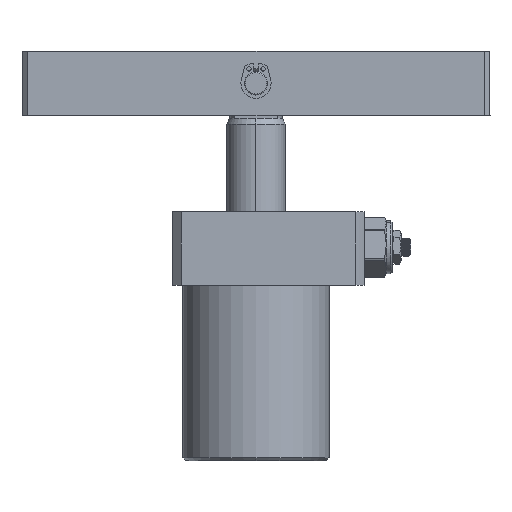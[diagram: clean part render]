
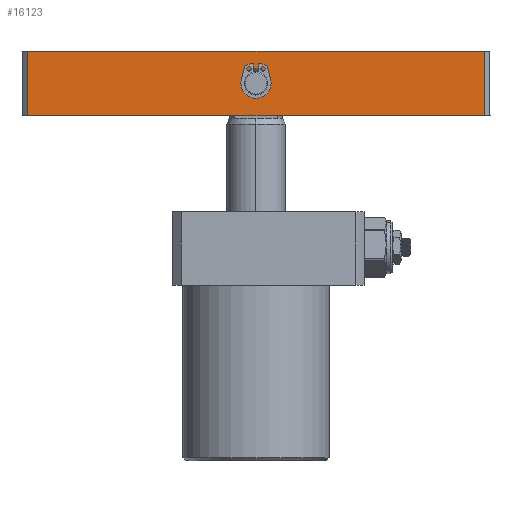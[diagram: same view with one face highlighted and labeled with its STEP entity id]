
A CAD part, top view. The second image highlights one B-rep face of the part: STEP entity #16123.
In plain terms, the highlighted planar face has unit normal (0, 0, 1).
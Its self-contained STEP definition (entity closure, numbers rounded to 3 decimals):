
#301 = AXIS2_PLACEMENT_3D ( 'NONE', #4161, #4157, #4134 ) ;
#1356 = ORIENTED_EDGE ( 'NONE', *, *, #20365, .T. ) ;
#1476 = EDGE_CURVE ( 'NONE', #10953, #4575, #3440, .T. ) ;
#1565 = ORIENTED_EDGE ( 'NONE', *, *, #9400, .T. ) ;
#1692 = AXIS2_PLACEMENT_3D ( 'NONE', #17978, #7531, #19840 ) ;
#1750 = EDGE_CURVE ( 'NONE', #4575, #15108, #3690, .T. ) ;
#2635 = VERTEX_POINT ( 'NONE', #12401 ) ;
#3064 = CARTESIAN_POINT ( 'NONE',  ( -78., 22., 11. ) ) ;
#3157 = VECTOR ( 'NONE', #21787, 1000. ) ;
#3205 = ORIENTED_EDGE ( 'NONE', *, *, #15640, .T. ) ;
#3333 = FACE_OUTER_BOUND ( 'NONE', #16597, .T. ) ;
#3382 = ORIENTED_EDGE ( 'NONE', *, *, #1750, .T. ) ;
#3440 = LINE ( 'NONE', #7418, #6968 ) ;
#3690 = LINE ( 'NONE', #21830, #3157 ) ;
#3758 = CARTESIAN_POINT ( 'NONE',  ( -78., 0., 11. ) ) ;
#4134 = DIRECTION ( 'NONE',  ( 0., -1., 0. ) ) ;
#4157 = DIRECTION ( 'NONE',  ( 0., 0., -1. ) ) ;
#4161 = CARTESIAN_POINT ( 'NONE',  ( 0., 11., 11. ) ) ;
#4575 = VERTEX_POINT ( 'NONE', #10597 ) ;
#4704 = DIRECTION ( 'NONE',  ( -1., 0., 0. ) ) ;
#4984 = ORIENTED_EDGE ( 'NONE', *, *, #1476, .T. ) ;
#5543 = VECTOR ( 'NONE', #15747, 1000. ) ;
#6968 = VECTOR ( 'NONE', #7489, 1000. ) ;
#7418 = CARTESIAN_POINT ( 'NONE',  ( -78., 0., 11. ) ) ;
#7489 = DIRECTION ( 'NONE',  ( 1., 0., 0. ) ) ;
#7531 = DIRECTION ( 'NONE',  ( 0., 0., -1. ) ) ;
#7672 = VECTOR ( 'NONE', #4704, 1000. ) ;
#8081 = EDGE_LOOP ( 'NONE', ( #1565, #1356 ) ) ;
#8205 = LINE ( 'NONE', #3064, #7672 ) ;
#8947 = CARTESIAN_POINT ( 'NONE',  ( 78., 22., 11. ) ) ;
#8985 = CIRCLE ( 'NONE', #301, 5. ) ;
#9400 = EDGE_CURVE ( 'NONE', #11576, #13762, #8985, .T. ) ;
#10597 = CARTESIAN_POINT ( 'NONE',  ( 78., 0., 11. ) ) ;
#10953 = VERTEX_POINT ( 'NONE', #3758 ) ;
#11576 = VERTEX_POINT ( 'NONE', #19828 ) ;
#11922 = FACE_BOUND ( 'NONE', #8081, .T. ) ;
#12401 = CARTESIAN_POINT ( 'NONE',  ( -78., 22., 11. ) ) ;
#12405 = CARTESIAN_POINT ( 'NONE',  ( 0., 16., 11. ) ) ;
#12814 = AXIS2_PLACEMENT_3D ( 'NONE', #20897, #22598, #21916 ) ;
#13762 = VERTEX_POINT ( 'NONE', #12405 ) ;
#14359 = CIRCLE ( 'NONE', #1692, 5. ) ;
#15108 = VERTEX_POINT ( 'NONE', #8947 ) ;
#15241 = LINE ( 'NONE', #16288, #5543 ) ;
#15640 = EDGE_CURVE ( 'NONE', #15108, #2635, #8205, .T. ) ;
#15747 = DIRECTION ( 'NONE',  ( 0., -1., 0. ) ) ;
#16123 = ADVANCED_FACE ( 'NONE', ( #3333, #11922 ), #22231, .T. ) ;
#16288 = CARTESIAN_POINT ( 'NONE',  ( -78., 0., 11. ) ) ;
#16597 = EDGE_LOOP ( 'NONE', ( #3382, #3205, #21956, #4984 ) ) ;
#17978 = CARTESIAN_POINT ( 'NONE',  ( 0., 11., 11. ) ) ;
#19088 = EDGE_CURVE ( 'NONE', #2635, #10953, #15241, .T. ) ;
#19828 = CARTESIAN_POINT ( 'NONE',  ( 0., 6., 11. ) ) ;
#19840 = DIRECTION ( 'NONE',  ( 0., -1., 0. ) ) ;
#20365 = EDGE_CURVE ( 'NONE', #13762, #11576, #14359, .T. ) ;
#20897 = CARTESIAN_POINT ( 'NONE',  ( -78., 0., 11. ) ) ;
#21787 = DIRECTION ( 'NONE',  ( 0., 1., 0. ) ) ;
#21830 = CARTESIAN_POINT ( 'NONE',  ( 78., 0., 11. ) ) ;
#21916 = DIRECTION ( 'NONE',  ( 1., 0., 0. ) ) ;
#21956 = ORIENTED_EDGE ( 'NONE', *, *, #19088, .T. ) ;
#22231 = PLANE ( 'NONE',  #12814 ) ;
#22598 = DIRECTION ( 'NONE',  ( 0., 0., 1. ) ) ;
